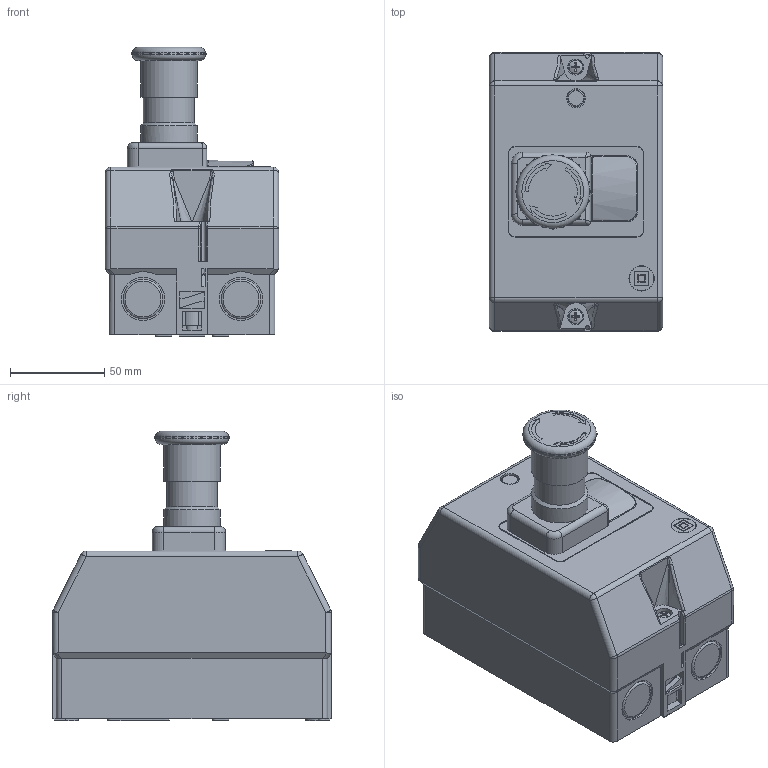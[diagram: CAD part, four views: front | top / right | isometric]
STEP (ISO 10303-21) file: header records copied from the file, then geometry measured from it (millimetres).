
FILE_DESCRIPTION (( 'STEP AP214' ), '1' );
FILE_NAME ('Çàùèòíàÿ îáîëî÷êà ñ êíîïêîé Ñòîï IP54 ÈÝÊ.STEP', '2018-05-23T08:44:12', ( '' ), ( '' ), 'SwSTEP 2.0', 'SolidWorks 2014', '' );
FILE_SCHEMA (( 'AUTOMOTIVE_DESIGN' ));
Length unit declared in the file: millimetre
Products named in the file (1): Çàùèòíàÿ îáîëî÷êà ñ êíîïêîé Ñòîï IP54 ÈÝÊ
Bounding box: 92 x 148 x 153.5 mm (x, y, z)
Volume: 1183999.4 mm3; surface area: 78106.8 mm2
Topology: 3 solids, 3 shells, 566 faces, 1366 edges, 835 vertices
Faces by surface type: plane 287, cylinder 161, torus 59, bspline 46, sphere 10, cone 3
Full cylindrical faces by diameter (mm): 2 x2, 3.505 x2, 8.5 x2, 10 x1, 13 x1, 13.4 x1, 16 x4, 23 x4, 27 x1, 30 x2
Entity records: 24358 total; most frequent: CARTESIAN_POINT 5515, ORIENTED_EDGE 2620, DIRECTION 2547, EDGE_CURVE 1310, AXIS2_PLACEMENT_3D 958, VERTEX_POINT 827, EDGE_LOOP 647, VECTOR 631
